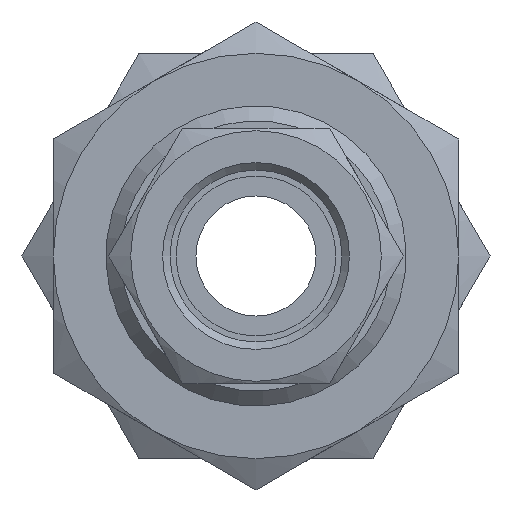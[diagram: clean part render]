
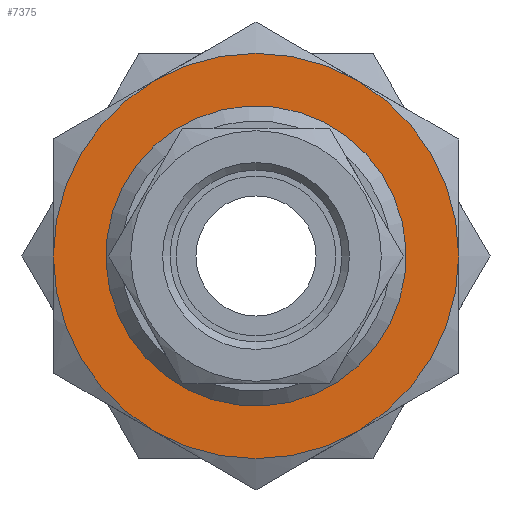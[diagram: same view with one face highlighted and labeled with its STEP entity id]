
A CAD part, front view. The second image highlights one B-rep face of the part: STEP entity #7375.
In plain terms, the highlighted planar face has unit normal (0, -1, 0).
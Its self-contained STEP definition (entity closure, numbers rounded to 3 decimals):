
#427=FACE_BOUND('',#1191,.T.);
#469=PLANE('',#8606);
#806=FACE_OUTER_BOUND('',#1190,.T.);
#1190=EDGE_LOOP('',(#6829,#6830,#6831,#6832,#6833,#6834));
#1191=EDGE_LOOP('',(#6835));
#2393=CIRCLE('',#8607,13.5);
#2394=CIRCLE('',#8608,13.5);
#2395=CIRCLE('',#8609,13.5);
#2396=CIRCLE('',#8610,13.5);
#2397=CIRCLE('',#8611,13.5);
#2398=CIRCLE('',#8612,13.5);
#2399=CIRCLE('',#8613,9.688);
#3237=VERTEX_POINT('',#15098);
#3243=VERTEX_POINT('',#15119);
#3247=VERTEX_POINT('',#15137);
#3252=VERTEX_POINT('',#15161);
#3253=VERTEX_POINT('',#15163);
#3254=VERTEX_POINT('',#15165);
#3255=VERTEX_POINT('',#15169);
#4451=EDGE_CURVE('',#3247,#3243,#2393,.T.);
#4452=EDGE_CURVE('',#3243,#3252,#2394,.T.);
#4453=EDGE_CURVE('',#3252,#3253,#2395,.T.);
#4454=EDGE_CURVE('',#3253,#3254,#2396,.T.);
#4455=EDGE_CURVE('',#3254,#3237,#2397,.T.);
#4456=EDGE_CURVE('',#3237,#3247,#2398,.T.);
#4457=EDGE_CURVE('',#3255,#3255,#2399,.T.);
#6829=ORIENTED_EDGE('',*,*,#4451,.T.);
#6830=ORIENTED_EDGE('',*,*,#4452,.T.);
#6831=ORIENTED_EDGE('',*,*,#4453,.T.);
#6832=ORIENTED_EDGE('',*,*,#4454,.T.);
#6833=ORIENTED_EDGE('',*,*,#4455,.T.);
#6834=ORIENTED_EDGE('',*,*,#4456,.T.);
#6835=ORIENTED_EDGE('',*,*,#4457,.F.);
#7375=ADVANCED_FACE('',(#806,#427),#469,.F.);
#8606=AXIS2_PLACEMENT_3D('',#15159,#11200,#11201);
#8607=AXIS2_PLACEMENT_3D('',#15160,#11202,#11203);
#8608=AXIS2_PLACEMENT_3D('',#15162,#11204,#11205);
#8609=AXIS2_PLACEMENT_3D('',#15164,#11206,#11207);
#8610=AXIS2_PLACEMENT_3D('',#15166,#11208,#11209);
#8611=AXIS2_PLACEMENT_3D('',#15167,#11210,#11211);
#8612=AXIS2_PLACEMENT_3D('',#15168,#11212,#11213);
#8613=AXIS2_PLACEMENT_3D('',#15170,#11214,#11215);
#11200=DIRECTION('center_axis',(0.,1.,0.));
#11201=DIRECTION('ref_axis',(-0.5,0.,0.866));
#11202=DIRECTION('center_axis',(0.,-1.,0.));
#11203=DIRECTION('ref_axis',(0.,0.,1.));
#11204=DIRECTION('center_axis',(0.,-1.,0.));
#11205=DIRECTION('ref_axis',(0.,0.,1.));
#11206=DIRECTION('center_axis',(0.,-1.,0.));
#11207=DIRECTION('ref_axis',(0.,0.,1.));
#11208=DIRECTION('center_axis',(0.,-1.,0.));
#11209=DIRECTION('ref_axis',(0.,0.,1.));
#11210=DIRECTION('center_axis',(0.,-1.,0.));
#11211=DIRECTION('ref_axis',(0.,0.,1.));
#11212=DIRECTION('center_axis',(0.,-1.,0.));
#11213=DIRECTION('ref_axis',(0.,0.,1.));
#11214=DIRECTION('center_axis',(0.,-1.,0.));
#11215=DIRECTION('ref_axis',(-0.5,0.,0.866));
#15098=CARTESIAN_POINT('',(6.75,97.124,11.691));
#15119=CARTESIAN_POINT('',(-13.5,97.124,0.));
#15137=CARTESIAN_POINT('',(-6.75,97.124,11.691));
#15159=CARTESIAN_POINT('Origin',(0.,97.124,0.));
#15160=CARTESIAN_POINT('Origin',(0.,97.124,0.));
#15161=CARTESIAN_POINT('',(-6.75,97.124,-11.691));
#15162=CARTESIAN_POINT('Origin',(0.,97.124,0.));
#15163=CARTESIAN_POINT('',(6.75,97.124,-11.691));
#15164=CARTESIAN_POINT('Origin',(0.,97.124,0.));
#15165=CARTESIAN_POINT('',(13.5,97.124,0.));
#15166=CARTESIAN_POINT('Origin',(0.,97.124,0.));
#15167=CARTESIAN_POINT('Origin',(0.,97.124,0.));
#15168=CARTESIAN_POINT('Origin',(0.,97.124,0.));
#15169=CARTESIAN_POINT('',(4.844,97.124,-8.39));
#15170=CARTESIAN_POINT('Origin',(0.,97.124,0.));
